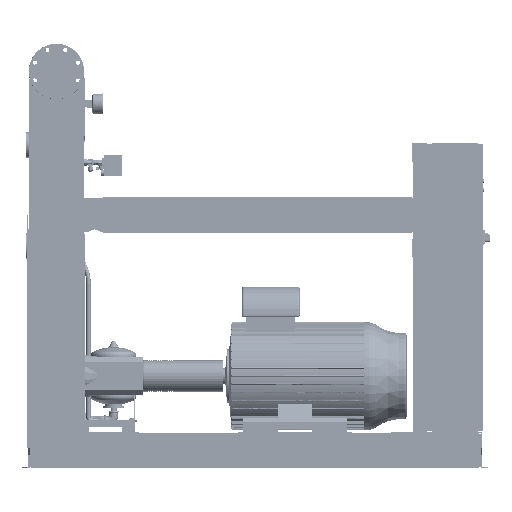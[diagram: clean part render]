
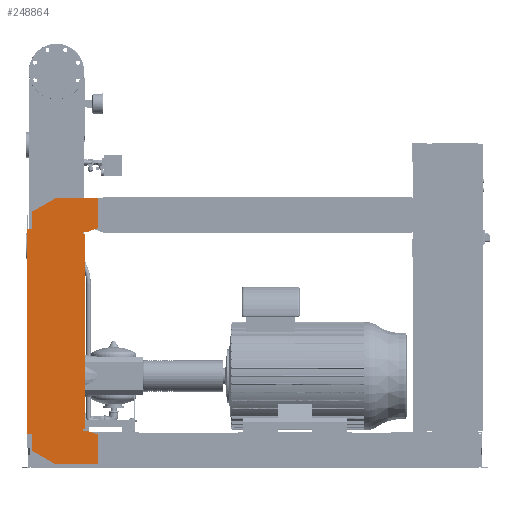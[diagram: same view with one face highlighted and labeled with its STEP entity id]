
A CAD part, front view. The second image highlights one B-rep face of the part: STEP entity #248864.
In plain terms, the highlighted free-form (B-spline) face has degree [1, 1] with [2, 2] control points.
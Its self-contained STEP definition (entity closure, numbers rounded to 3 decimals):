
#248349=CARTESIAN_POINT('',(-111.0,-741.5,1076.0));
#248350=VERTEX_POINT('',#248349);
#248357=CARTESIAN_POINT('',(-111.0,-741.5,1153.378));
#248358=VERTEX_POINT('',#248357);
#248359=CARTESIAN_POINT('',(-111.0,-741.5,1076.0));
#248360=DIRECTION('',(0.0,0.0,1.0));
#248361=VECTOR('',#248360,77.378);
#248362=LINE('',#248359,#248361);
#248363=EDGE_CURVE('',#248350,#248358,#248362,.T.);
#248381=CARTESIAN_POINT('',(-6.0,-741.5,1214.0));
#248382=VERTEX_POINT('',#248381);
#248383=CARTESIAN_POINT('',(-111.0,-741.5,1153.378));
#248384=DIRECTION('',(0.866,0.0,0.5));
#248385=VECTOR('',#248384,121.244);
#248386=LINE('',#248383,#248385);
#248387=EDGE_CURVE('',#248358,#248382,#248386,.T.);
#248405=CARTESIAN_POINT('',(186.0,-741.5,1214.0));
#248406=VERTEX_POINT('',#248405);
#248407=CARTESIAN_POINT('',(-6.0,-741.5,1214.0));
#248408=DIRECTION('',(1.0,0.0,0.0));
#248409=VECTOR('',#248408,192.0);
#248410=LINE('',#248407,#248409);
#248411=EDGE_CURVE('',#248382,#248406,#248410,.T.);
#248429=CARTESIAN_POINT('',(186.,-741.5,1080.379));
#248430=VERTEX_POINT('',#248429);
#248431=CARTESIAN_POINT('',(186.0,-741.5,1214.0));
#248432=DIRECTION('',(0.0,0.0,-1.0));
#248433=VECTOR('',#248432,133.621);
#248434=LINE('',#248431,#248433);
#248435=EDGE_CURVE('',#248406,#248430,#248434,.T.);
#248453=CARTESIAN_POINT('',(141.,-741.5,1064.0));
#248454=VERTEX_POINT('',#248453);
#248455=CARTESIAN_POINT('',(186.,-741.5,1080.379));
#248456=DIRECTION('',(-0.94,0.0,-0.342));
#248457=VECTOR('',#248456,47.888);
#248458=LINE('',#248455,#248457);
#248459=EDGE_CURVE('',#248430,#248454,#248458,.T.);
#248477=CARTESIAN_POINT('',(121.,-741.5,1064.0));
#248478=VERTEX_POINT('',#248477);
#248479=CARTESIAN_POINT('',(141.,-741.5,1064.0));
#248480=DIRECTION('',(-1.0,0.0,0.0));
#248481=VECTOR('',#248480,20.0);
#248482=LINE('',#248479,#248481);
#248483=EDGE_CURVE('',#248454,#248478,#248482,.T.);
#248501=CARTESIAN_POINT('',(121.,-741.5,1056.0));
#248502=VERTEX_POINT('',#248501);
#248503=CARTESIAN_POINT('',(121.,-741.5,1064.0));
#248504=DIRECTION('',(0.0,0.0,-1.0));
#248505=VECTOR('',#248504,8.0);
#248506=LINE('',#248503,#248505);
#248507=EDGE_CURVE('',#248478,#248502,#248506,.T.);
#248525=CARTESIAN_POINT('',(129.,-741.5,1056.0));
#248526=VERTEX_POINT('',#248525);
#248527=CARTESIAN_POINT('',(121.,-741.5,1056.0));
#248528=DIRECTION('',(1.0,0.0,0.0));
#248529=VECTOR('',#248528,8.0);
#248530=LINE('',#248527,#248529);
#248531=EDGE_CURVE('',#248502,#248526,#248530,.T.);
#248549=CARTESIAN_POINT('',(129.,-741.5,176.));
#248550=VERTEX_POINT('',#248549);
#248561=CARTESIAN_POINT('',(129.,-741.5,1056.0));
#248562=DIRECTION('',(0.0,0.0,-1.0));
#248563=VECTOR('',#248562,880.);
#248564=LINE('',#248561,#248563);
#248565=EDGE_CURVE('',#248526,#248550,#248564,.T.);
#248579=CARTESIAN_POINT('',(121.,-741.5,176.));
#248580=VERTEX_POINT('',#248579);
#248581=CARTESIAN_POINT('',(129.,-741.5,176.));
#248582=DIRECTION('',(-1.0,0.0,0.0));
#248583=VECTOR('',#248582,8.0);
#248584=LINE('',#248581,#248583);
#248585=EDGE_CURVE('',#248550,#248580,#248584,.T.);
#248603=CARTESIAN_POINT('',(121.,-741.5,168.));
#248604=VERTEX_POINT('',#248603);
#248605=CARTESIAN_POINT('',(121.,-741.5,176.));
#248606=DIRECTION('',(0.0,0.0,-1.0));
#248607=VECTOR('',#248606,8.0);
#248608=LINE('',#248605,#248607);
#248609=EDGE_CURVE('',#248580,#248604,#248608,.T.);
#248627=CARTESIAN_POINT('',(141.,-741.5,168.));
#248628=VERTEX_POINT('',#248627);
#248629=CARTESIAN_POINT('',(121.,-741.5,168.));
#248630=DIRECTION('',(1.0,0.0,0.0));
#248631=VECTOR('',#248630,20.0);
#248632=LINE('',#248629,#248631);
#248633=EDGE_CURVE('',#248604,#248628,#248632,.T.);
#248651=CARTESIAN_POINT('',(186.,-741.5,151.621));
#248652=VERTEX_POINT('',#248651);
#248653=CARTESIAN_POINT('',(141.,-741.5,168.));
#248654=DIRECTION('',(0.94,0.0,-0.342));
#248655=VECTOR('',#248654,47.888);
#248656=LINE('',#248653,#248655);
#248657=EDGE_CURVE('',#248628,#248652,#248656,.T.);
#248675=CARTESIAN_POINT('',(186.,-741.5,18.0));
#248676=VERTEX_POINT('',#248675);
#248677=CARTESIAN_POINT('',(186.,-741.5,151.621));
#248678=DIRECTION('',(0.0,0.0,-1.0));
#248679=VECTOR('',#248678,133.621);
#248680=LINE('',#248677,#248679);
#248681=EDGE_CURVE('',#248652,#248676,#248680,.T.);
#248699=CARTESIAN_POINT('',(-4.,-741.5,18.0));
#248700=VERTEX_POINT('',#248699);
#248701=CARTESIAN_POINT('',(186.,-741.5,18.0));
#248702=DIRECTION('',(-1.0,0.0,0.0));
#248703=VECTOR('',#248702,190.);
#248704=LINE('',#248701,#248703);
#248705=EDGE_CURVE('',#248676,#248700,#248704,.T.);
#248723=CARTESIAN_POINT('',(-111.,-741.5,79.776));
#248724=VERTEX_POINT('',#248723);
#248725=CARTESIAN_POINT('',(-4.,-741.5,18.0));
#248726=DIRECTION('',(-0.866,0.0,0.5));
#248727=VECTOR('',#248726,123.553);
#248728=LINE('',#248725,#248727);
#248729=EDGE_CURVE('',#248700,#248724,#248728,.T.);
#248747=CARTESIAN_POINT('',(-111.,-741.5,156.0));
#248748=VERTEX_POINT('',#248747);
#248749=CARTESIAN_POINT('',(-111.,-741.5,79.776));
#248750=DIRECTION('',(0.0,0.0,1.0));
#248751=VECTOR('',#248750,76.224);
#248752=LINE('',#248749,#248751);
#248753=EDGE_CURVE('',#248724,#248748,#248752,.T.);
#248771=CARTESIAN_POINT('',(-131.,-741.5,156.0));
#248772=VERTEX_POINT('',#248771);
#248773=CARTESIAN_POINT('',(-111.,-741.5,156.0));
#248774=DIRECTION('',(-1.0,0.0,0.0));
#248775=VECTOR('',#248774,20.0);
#248776=LINE('',#248773,#248775);
#248777=EDGE_CURVE('',#248748,#248772,#248776,.T.);
#248795=CARTESIAN_POINT('',(-131.0,-741.5,1076.0));
#248796=VERTEX_POINT('',#248795);
#248809=CARTESIAN_POINT('',(-131.,-741.5,156.0));
#248810=DIRECTION('',(0.0,0.0,1.0));
#248811=VECTOR('',#248810,920.0);
#248812=LINE('',#248809,#248811);
#248813=EDGE_CURVE('',#248772,#248796,#248812,.T.);
#248827=CARTESIAN_POINT('',(-131.0,-741.5,1076.0));
#248828=DIRECTION('',(1.0,0.0,0.0));
#248829=VECTOR('',#248828,20.0);
#248830=LINE('',#248827,#248829);
#248831=EDGE_CURVE('',#248796,#248350,#248830,.T.);
#248837=CARTESIAN_POINT('',(-131.,-741.5,18.0));
#248838=CARTESIAN_POINT('',(186.0,-741.5,18.0));
#248839=CARTESIAN_POINT('',(-131.,-741.5,1214.0));
#248840=CARTESIAN_POINT('',(186.0,-741.5,1214.0));
#248841=B_SPLINE_SURFACE_WITH_KNOTS('',1,1,((#248837,#248839),(#248838,#248840)),.UNSPECIFIED.,.F.,.F.,.U.,(2,2),(2,2),(0.0,317.),(0.0,1196.0),.UNSPECIFIED.);
#248842=ORIENTED_EDGE('',*,*,#248831,.F.);
#248843=ORIENTED_EDGE('',*,*,#248813,.F.);
#248844=ORIENTED_EDGE('',*,*,#248777,.F.);
#248845=ORIENTED_EDGE('',*,*,#248753,.F.);
#248846=ORIENTED_EDGE('',*,*,#248729,.F.);
#248847=ORIENTED_EDGE('',*,*,#248705,.F.);
#248848=ORIENTED_EDGE('',*,*,#248681,.F.);
#248849=ORIENTED_EDGE('',*,*,#248657,.F.);
#248850=ORIENTED_EDGE('',*,*,#248633,.F.);
#248851=ORIENTED_EDGE('',*,*,#248609,.F.);
#248852=ORIENTED_EDGE('',*,*,#248585,.F.);
#248853=ORIENTED_EDGE('',*,*,#248565,.F.);
#248854=ORIENTED_EDGE('',*,*,#248531,.F.);
#248855=ORIENTED_EDGE('',*,*,#248507,.F.);
#248856=ORIENTED_EDGE('',*,*,#248483,.F.);
#248857=ORIENTED_EDGE('',*,*,#248459,.F.);
#248858=ORIENTED_EDGE('',*,*,#248435,.F.);
#248859=ORIENTED_EDGE('',*,*,#248411,.F.);
#248860=ORIENTED_EDGE('',*,*,#248387,.F.);
#248861=ORIENTED_EDGE('',*,*,#248363,.F.);
#248862=EDGE_LOOP('',(#248842,#248843,#248844,#248845,#248846,#248847,#248848,#248849,#248850,#248851,#248852,#248853,#248854,#248855,#248856,#248857,#248858,#248859,#248860,#248861));
#248863=FACE_OUTER_BOUND('',#248862,.T.);
#248864=ADVANCED_FACE('',(#248863),#248841,.T.);
